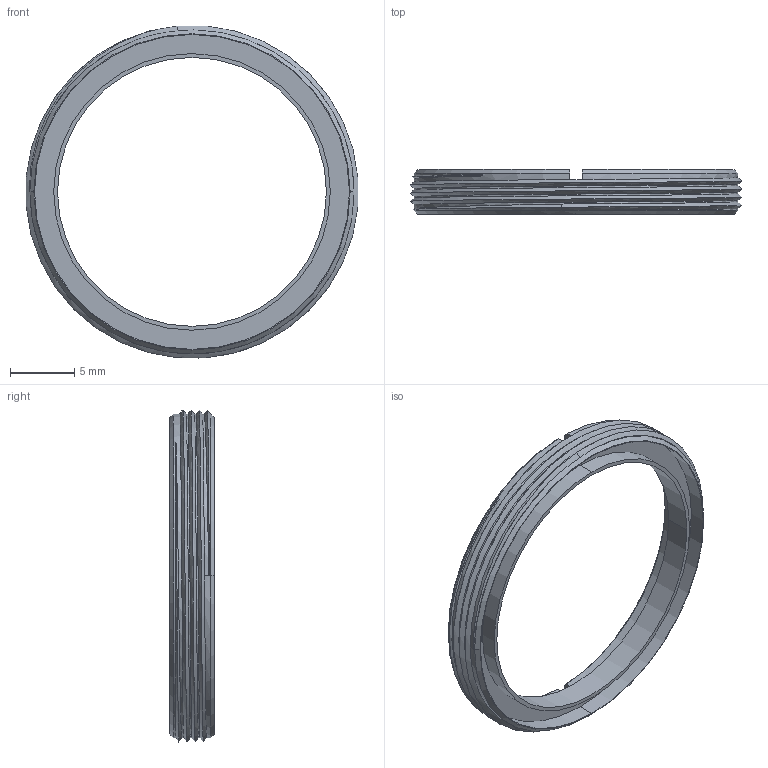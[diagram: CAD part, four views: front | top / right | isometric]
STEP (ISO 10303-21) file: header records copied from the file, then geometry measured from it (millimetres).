
FILE_DESCRIPTION((''),'2;1');
FILE_NAME('CSK1','2020-10-16T',('Administrator'),(''),'CREO PARAMETRIC BY PTC INC, 2015290','CREO PARAMETRIC BY PTC INC, 2015290','');
FILE_SCHEMA(('CONFIG_CONTROL_DESIGN'));
Length unit declared in the file: millimetre
Products named in the file (1): CSK1
Bounding box: 25.91 x 3.5 x 25.93 mm (x, y, z)
Volume: 328.6 mm3; surface area: 1098.2 mm2
Topology: 1 solids, 1 shells, 43 faces, 113 edges, 74 vertices
Faces by surface type: cylinder 16, plane 14, bspline 7, cone 6
Entity records: 2645 total; most frequent: CARTESIAN_POINT 1608, ORIENTED_EDGE 226, DIRECTION 176, EDGE_CURVE 113, VERTEX_POINT 74, AXIS2_PLACEMENT_3D 67, EDGE_LOOP 47, FACE_OUTER_BOUND 43
